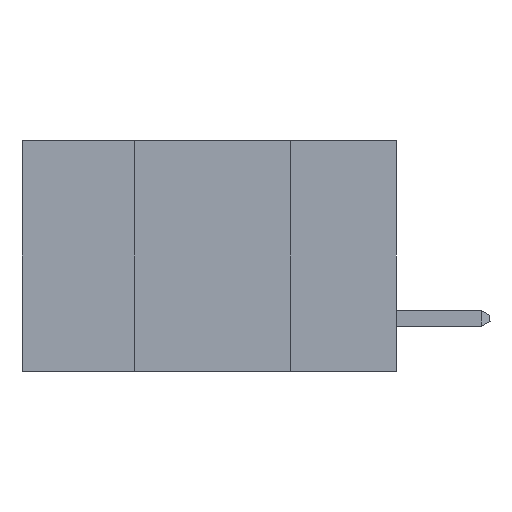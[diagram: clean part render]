
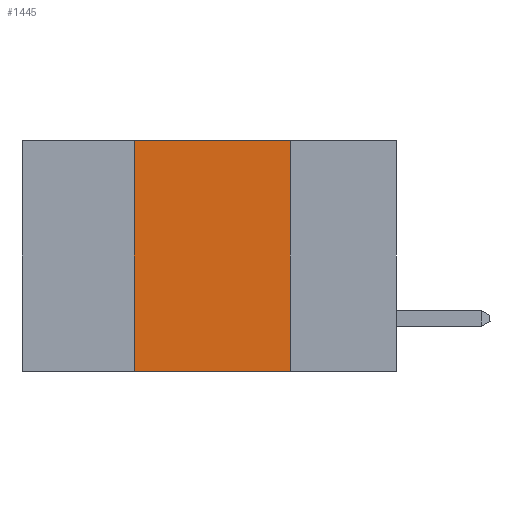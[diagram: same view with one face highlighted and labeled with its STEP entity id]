
A CAD part, left-side view. The second image highlights one B-rep face of the part: STEP entity #1445.
In plain terms, the highlighted planar face has unit normal (-1, 0, 0).
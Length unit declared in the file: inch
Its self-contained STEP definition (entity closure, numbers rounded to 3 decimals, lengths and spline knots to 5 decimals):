
#207 = LINE ( 'NONE', #13527, #13937 ) ;
#494 = LINE ( 'NONE', #4926, #11803 ) ;
#831 = DIRECTION ( 'NONE',  ( 1., 0., 0. ) ) ;
#946 = PLANE ( 'NONE',  #7585 ) ;
#951 = LINE ( 'NONE', #1607, #10729 ) ;
#1376 = FACE_OUTER_BOUND ( 'NONE', #8922, .T. ) ;
#1445 = ADVANCED_FACE ( 'NONE', ( #1376 ), #946, .F. ) ;
#1476 = DIRECTION ( 'NONE',  ( 0., 0., 1. ) ) ;
#1607 = CARTESIAN_POINT ( 'NONE',  ( 0., 0.6, -0.37 ) ) ;
#2149 = CARTESIAN_POINT ( 'NONE',  ( 0., 0.42, -0.37 ) ) ;
#2648 = CARTESIAN_POINT ( 'NONE',  ( 0., 0.42, 0. ) ) ;
#2862 = EDGE_CURVE ( 'NONE', #8965, #4576, #6465, .T. ) ;
#3158 = EDGE_CURVE ( 'NONE', #7983, #8965, #494, .T. ) ;
#3235 = ORIENTED_EDGE ( 'NONE', *, *, #2862, .F. ) ;
#3936 = CARTESIAN_POINT ( 'NONE',  ( 0., 0.17, -0.37 ) ) ;
#3956 = CARTESIAN_POINT ( 'NONE',  ( 0., 0.17, 0. ) ) ;
#4134 = EDGE_CURVE ( 'NONE', #11030, #7983, #207, .T. ) ;
#4576 = VERTEX_POINT ( 'NONE', #3936 ) ;
#4926 = CARTESIAN_POINT ( 'NONE',  ( 0., 0.6, 0. ) ) ;
#5280 = CARTESIAN_POINT ( 'NONE',  ( 0., 0.17, 0. ) ) ;
#5470 = ORIENTED_EDGE ( 'NONE', *, *, #3158, .F. ) ;
#6465 = LINE ( 'NONE', #5280, #10952 ) ;
#7189 = ORIENTED_EDGE ( 'NONE', *, *, #11714, .T. ) ;
#7235 = DIRECTION ( 'NONE',  ( 0., -1., 0. ) ) ;
#7495 = DIRECTION ( 'NONE',  ( 0., 0., -1. ) ) ;
#7585 = AXIS2_PLACEMENT_3D ( 'NONE', #14040, #831, #12991 ) ;
#7983 = VERTEX_POINT ( 'NONE', #2648 ) ;
#8260 = DIRECTION ( 'NONE',  ( 0., -1., 0. ) ) ;
#8922 = EDGE_LOOP ( 'NONE', ( #3235, #5470, #11224, #7189 ) ) ;
#8965 = VERTEX_POINT ( 'NONE', #3956 ) ;
#10729 = VECTOR ( 'NONE', #8260, 39.37008 ) ;
#10952 = VECTOR ( 'NONE', #7495, 39.37008 ) ;
#11030 = VERTEX_POINT ( 'NONE', #2149 ) ;
#11224 = ORIENTED_EDGE ( 'NONE', *, *, #4134, .F. ) ;
#11714 = EDGE_CURVE ( 'NONE', #11030, #4576, #951, .T. ) ;
#11803 = VECTOR ( 'NONE', #7235, 39.37008 ) ;
#12991 = DIRECTION ( 'NONE',  ( 0., 0., -1. ) ) ;
#13527 = CARTESIAN_POINT ( 'NONE',  ( 0., 0.42, 0. ) ) ;
#13937 = VECTOR ( 'NONE', #1476, 39.37008 ) ;
#14040 = CARTESIAN_POINT ( 'NONE',  ( 0., 0.6, 0. ) ) ;
